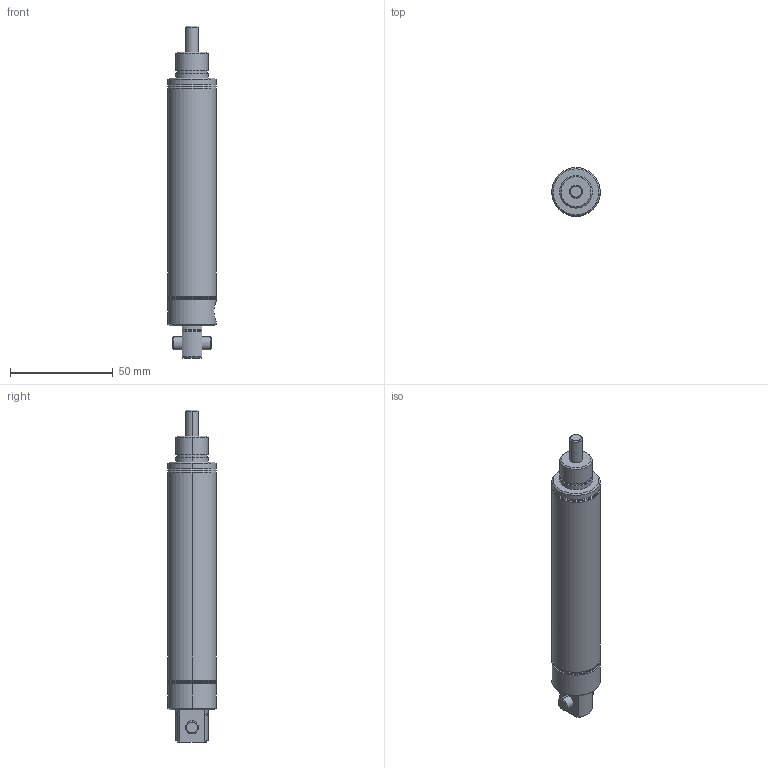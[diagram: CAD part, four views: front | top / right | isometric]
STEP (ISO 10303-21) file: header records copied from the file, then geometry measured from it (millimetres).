
FILE_DESCRIPTION (( 'STEP AP214' ), '1' );
FILE_NAME ('A14020SP.step', '2017-04-04T21:01:05', ( '' ), ( '' ), 'SwSTEP 2.0', 'SolidWorks 2017', '' );
FILE_SCHEMA (( 'AUTOMOTIVE_DESIGN' ));
Length unit declared in the file: inch
Products named in the file (4): A14020SP-Pin; A14020SP-Rod; A14020SP-MainBody; A14020SP
Assembly tree (3 placements, depth 2):
  A14020SP
    A14020SP-MainBody
    A14020SP-Rod
    A14020SP-Pin
Bounding box: 23.62 x 23.62 x 161.8 mm (x, y, z)
Volume: 39513.4 mm3; surface area: 21754.3 mm2
Topology: 3 solids, 3 shells, 87 faces, 186 edges, 115 vertices
Faces by surface type: cylinder 34, cone 29, plane 20, torus 4
Entity records: 2644 total; most frequent: CARTESIAN_POINT 542, DIRECTION 450, ORIENTED_EDGE 368, AXIS2_PLACEMENT_3D 191, EDGE_CURVE 184, VERTEX_POINT 115, EDGE_LOOP 101, CIRCLE 98
